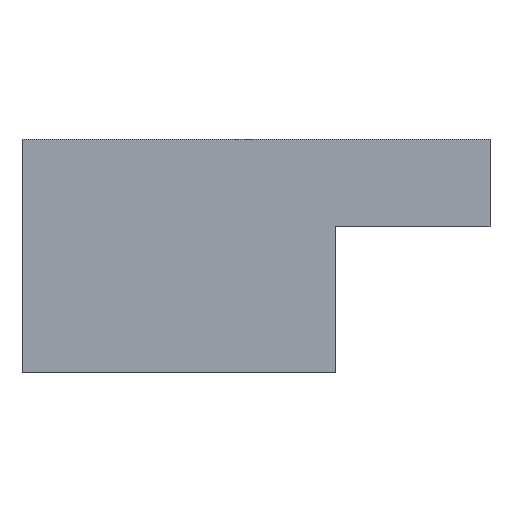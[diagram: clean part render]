
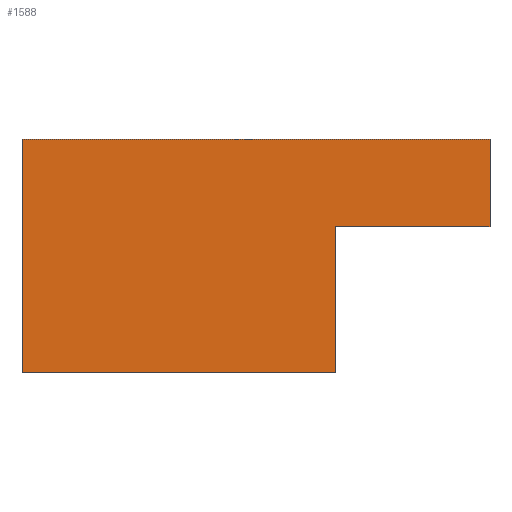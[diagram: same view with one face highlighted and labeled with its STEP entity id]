
A CAD part, front view. The second image highlights one B-rep face of the part: STEP entity #1588.
In plain terms, the highlighted planar face has unit normal (0, -1, 0).
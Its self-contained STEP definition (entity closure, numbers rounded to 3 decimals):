
#17 = ORIENTED_EDGE ( 'NONE', *, *, #357, .F. ) ;
#44 = CARTESIAN_POINT ( 'NONE',  ( 8.08, -1.166, -5. ) ) ;
#78 = CARTESIAN_POINT ( 'NONE',  ( -2.634, -1.166, -5. ) ) ;
#86 = DIRECTION ( 'NONE',  ( -1., 0., 0. ) ) ;
#96 = VECTOR ( 'NONE', #2176, 1000. ) ;
#219 = VECTOR ( 'NONE', #1399, 1000. ) ;
#327 = ORIENTED_EDGE ( 'NONE', *, *, #2079, .F. ) ;
#357 = EDGE_CURVE ( 'NONE', #1880, #1780, #1528, .T. ) ;
#390 = LINE ( 'NONE', #1267, #522 ) ;
#435 = FACE_OUTER_BOUND ( 'NONE', #1921, .T. ) ;
#474 = LINE ( 'NONE', #2679, #219 ) ;
#518 = VECTOR ( 'NONE', #2085, 1000. ) ;
#522 = VECTOR ( 'NONE', #2601, 1000. ) ;
#600 = VERTEX_POINT ( 'NONE', #2314 ) ;
#637 = DIRECTION ( 'NONE',  ( -1., 0., 0. ) ) ;
#651 = PLANE ( 'NONE',  #1726 ) ;
#660 = EDGE_CURVE ( 'NONE', #2619, #2224, #1025, .T. ) ;
#664 = LINE ( 'NONE', #2831, #96 ) ;
#711 = CARTESIAN_POINT ( 'NONE',  ( 13.369, -1.166, 3. ) ) ;
#776 = CARTESIAN_POINT ( 'NONE',  ( 13.369, -1.166, 0. ) ) ;
#803 = VERTEX_POINT ( 'NONE', #2608 ) ;
#867 = EDGE_CURVE ( 'NONE', #1880, #2224, #474, .T. ) ;
#1025 = LINE ( 'NONE', #2105, #2261 ) ;
#1105 = CARTESIAN_POINT ( 'NONE',  ( 13.369, -1.166, 3. ) ) ;
#1218 = CARTESIAN_POINT ( 'NONE',  ( -2.634, -1.166, 3. ) ) ;
#1241 = VECTOR ( 'NONE', #2765, 1000. ) ;
#1267 = CARTESIAN_POINT ( 'NONE',  ( 8.08, -1.166, -5. ) ) ;
#1287 = ORIENTED_EDGE ( 'NONE', *, *, #867, .T. ) ;
#1399 = DIRECTION ( 'NONE',  ( 0., 0., -1. ) ) ;
#1514 = ORIENTED_EDGE ( 'NONE', *, *, #2489, .T. ) ;
#1528 = LINE ( 'NONE', #2204, #1241 ) ;
#1588 = ADVANCED_FACE ( 'NONE', ( #435 ), #651, .F. ) ;
#1726 = AXIS2_PLACEMENT_3D ( 'NONE', #1105, #2613, #637 ) ;
#1780 = VERTEX_POINT ( 'NONE', #711 ) ;
#1880 = VERTEX_POINT ( 'NONE', #1218 ) ;
#1921 = EDGE_LOOP ( 'NONE', ( #327, #17, #1287, #2256, #1514, #2414 ) ) ;
#2079 = EDGE_CURVE ( 'NONE', #1780, #600, #664, .T. ) ;
#2085 = DIRECTION ( 'NONE',  ( 1., 0., 0. ) ) ;
#2105 = CARTESIAN_POINT ( 'NONE',  ( 8.08, -1.166, -5. ) ) ;
#2176 = DIRECTION ( 'NONE',  ( 0., 0., -1. ) ) ;
#2204 = CARTESIAN_POINT ( 'NONE',  ( 3.26, -1.166, 3. ) ) ;
#2224 = VERTEX_POINT ( 'NONE', #78 ) ;
#2256 = ORIENTED_EDGE ( 'NONE', *, *, #660, .F. ) ;
#2261 = VECTOR ( 'NONE', #86, 1000. ) ;
#2314 = CARTESIAN_POINT ( 'NONE',  ( 13.369, -1.166, 0. ) ) ;
#2414 = ORIENTED_EDGE ( 'NONE', *, *, #2792, .T. ) ;
#2489 = EDGE_CURVE ( 'NONE', #2619, #803, #390, .T. ) ;
#2601 = DIRECTION ( 'NONE',  ( 0., 0., 1. ) ) ;
#2608 = CARTESIAN_POINT ( 'NONE',  ( 8.08, -1.166, 0. ) ) ;
#2613 = DIRECTION ( 'NONE',  ( 0., 1., 0. ) ) ;
#2619 = VERTEX_POINT ( 'NONE', #44 ) ;
#2679 = CARTESIAN_POINT ( 'NONE',  ( -2.634, -1.166, -5. ) ) ;
#2729 = LINE ( 'NONE', #776, #518 ) ;
#2765 = DIRECTION ( 'NONE',  ( 1., 0., 0. ) ) ;
#2792 = EDGE_CURVE ( 'NONE', #803, #600, #2729, .T. ) ;
#2831 = CARTESIAN_POINT ( 'NONE',  ( 13.369, -1.166, 3. ) ) ;
